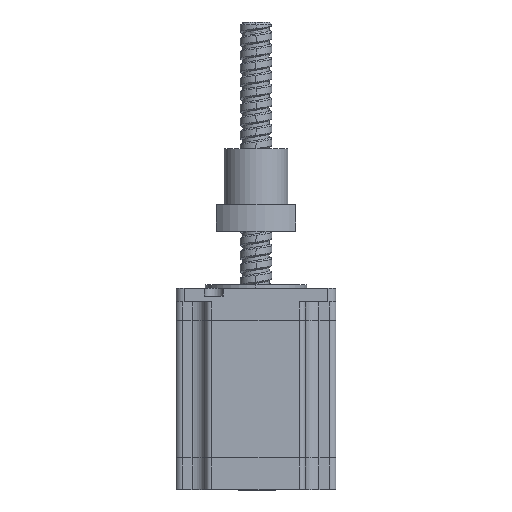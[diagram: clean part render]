
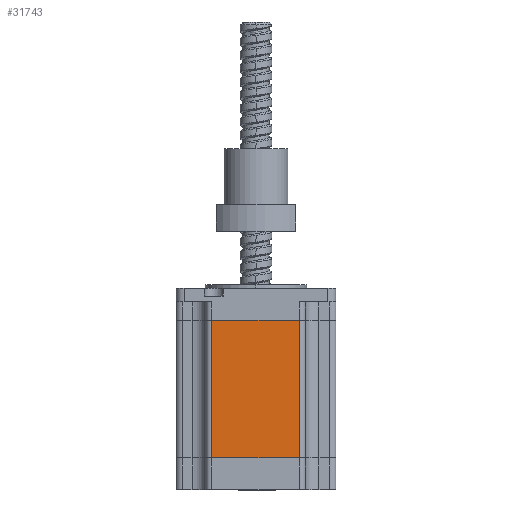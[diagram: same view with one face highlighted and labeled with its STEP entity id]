
A CAD part, top view. The second image highlights one B-rep face of the part: STEP entity #31743.
In plain terms, the highlighted planar face has unit normal (0, 0, 1).
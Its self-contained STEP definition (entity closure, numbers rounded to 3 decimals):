
#747 = LINE ( 'NONE', #26861, #14149 ) ;
#981 = CARTESIAN_POINT ( 'NONE',  ( -16.7, -58.49, 30. ) ) ;
#1020 = EDGE_CURVE ( 'NONE', #15332, #22659, #9227, .T. ) ;
#1606 = DIRECTION ( 'NONE',  ( 0., 1., 0. ) ) ;
#4264 = ORIENTED_EDGE ( 'NONE', *, *, #22471, .F. ) ;
#4567 = LINE ( 'NONE', #12183, #10092 ) ;
#5059 = CARTESIAN_POINT ( 'NONE',  ( 16.3, -7.001, 30. ) ) ;
#6910 = CARTESIAN_POINT ( 'NONE',  ( 27., 5., 30. ) ) ;
#7270 = DIRECTION ( 'NONE',  ( 1., 0., 0. ) ) ;
#7420 = VECTOR ( 'NONE', #23433, 1000. ) ;
#9227 = LINE ( 'NONE', #13975, #16401 ) ;
#9781 = DIRECTION ( 'NONE',  ( -1., 0., 0. ) ) ;
#10092 = VECTOR ( 'NONE', #7270, 1000. ) ;
#12183 = CARTESIAN_POINT ( 'NONE',  ( 27., -7.001, 30. ) ) ;
#13975 = CARTESIAN_POINT ( 'NONE',  ( -16.7, -70.5, 30. ) ) ;
#14108 = DIRECTION ( 'NONE',  ( -1., 0., 0. ) ) ;
#14149 = VECTOR ( 'NONE', #14108, 1000. ) ;
#14451 = CARTESIAN_POINT ( 'NONE',  ( -16.7, -7.001, 30. ) ) ;
#14682 = ORIENTED_EDGE ( 'NONE', *, *, #1020, .F. ) ;
#15332 = VERTEX_POINT ( 'NONE', #981 ) ;
#16401 = VECTOR ( 'NONE', #1606, 1000. ) ;
#17077 = EDGE_CURVE ( 'NONE', #22659, #19379, #4567, .T. ) ;
#19379 = VERTEX_POINT ( 'NONE', #5059 ) ;
#20875 = CARTESIAN_POINT ( 'NONE',  ( 16.3, -58.49, 30. ) ) ;
#22471 = EDGE_CURVE ( 'NONE', #28684, #15332, #747, .T. ) ;
#22659 = VERTEX_POINT ( 'NONE', #14451 ) ;
#22707 = FACE_OUTER_BOUND ( 'NONE', #32172, .T. ) ;
#22927 = CARTESIAN_POINT ( 'NONE',  ( 16.3, -70.5, 30. ) ) ;
#23167 = AXIS2_PLACEMENT_3D ( 'NONE', #6910, #32701, #9781 ) ;
#23433 = DIRECTION ( 'NONE',  ( 0., 1., 0. ) ) ;
#26861 = CARTESIAN_POINT ( 'NONE',  ( 27., -58.49, 30. ) ) ;
#28684 = VERTEX_POINT ( 'NONE', #20875 ) ;
#29665 = ORIENTED_EDGE ( 'NONE', *, *, #17077, .F. ) ;
#30216 = ORIENTED_EDGE ( 'NONE', *, *, #30324, .T. ) ;
#30324 = EDGE_CURVE ( 'NONE', #28684, #19379, #31222, .T. ) ;
#31222 = LINE ( 'NONE', #22927, #7420 ) ;
#31743 = ADVANCED_FACE ( 'NONE', ( #22707 ), #33031, .F. ) ;
#32172 = EDGE_LOOP ( 'NONE', ( #4264, #30216, #29665, #14682 ) ) ;
#32701 = DIRECTION ( 'NONE',  ( 0., 0., -1. ) ) ;
#33031 = PLANE ( 'NONE',  #23167 ) ;
